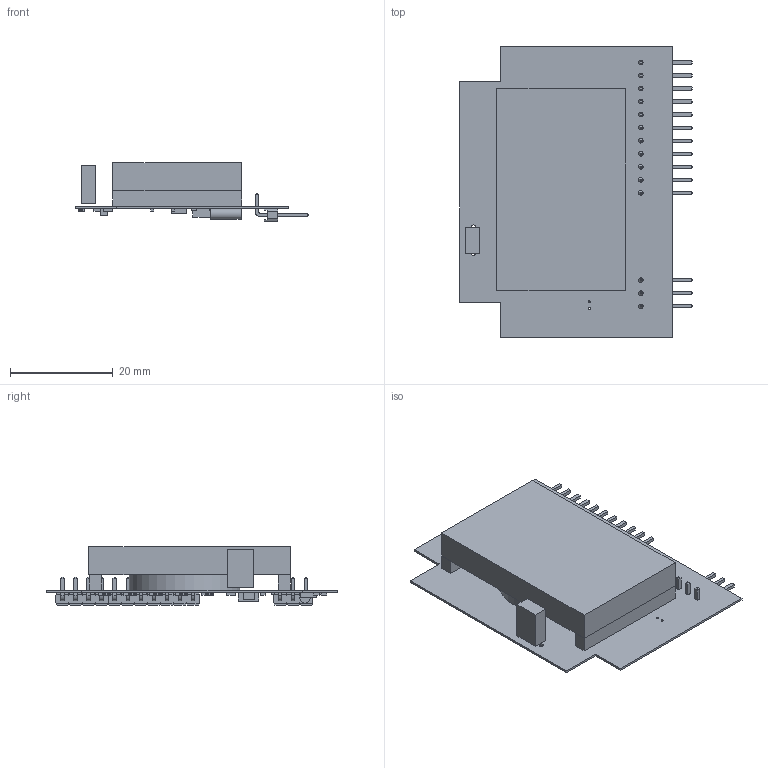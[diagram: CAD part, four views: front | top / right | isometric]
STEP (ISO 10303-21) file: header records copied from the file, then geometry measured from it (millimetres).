
FILE_DESCRIPTION(('Open CASCADE Model'),'2;1');
FILE_NAME('Open CASCADE Shape Model','2014-06-04T13:14:49',('Author'),( 'Open CASCADE'),'Open CASCADE STEP processor 6.5','Open CASCADE 6.5' ,'Unknown');
FILE_SCHEMA(('AUTOMOTIVE_DESIGN { 1 0 10303 214 1 1 1 1 }'));
Length unit declared in the file: millimetre
Products named in the file (66): PCB; Board; R16; 646394864; Extruded; R7; U2; 1339574240; 1339574112; JP2; 4-Pin-2_54mm; 6130xx11021_PIN; 61300411021; 7-Pin-2_54mm; 61300711021; U1; 1339574368; R17; 646394352; R6; R5; R4; R3; R1; LED5; 654522736; 1339571424; LED4; LED3; LED2; 1339574880; LED1; JP1; 3-Pin-2_54mm; 61300311021; C28; 660185056; U3; 1339571808; U4 ...
Assembly tree (91 placements, depth 4):
  PCB
    Board
    R16
      646394864
        Extruded
    R7
      646394864
        Extruded
    U2
      1339574240  x2
        Extruded
      1339574112
        Extruded
    JP2
      4-Pin-2_54mm
        6130xx11021_PIN  x4
        61300411021
      7-Pin-2_54mm
        6130xx11021_PIN  x7
        61300711021
    U1
      1339574368
        Extruded
    R17
      646394352
        Extruded
    R6
      646394352
        Extruded
    R5
      646394352
        Extruded
    R4
      646394352
        Extruded
    R3
      646394352
        Extruded
    R1
      646394352
        Extruded
    LED5
      654522736
        Extruded
      1339571424
        Extruded
    LED4
      654522736
        Extruded
      1339571424
        Extruded
    LED3
      654522736
        Extruded
      1339571424
        Extruded
    LED2
      654522736
        Extruded
      1339574880
Bounding box: 45.33 x 56.74 x 11.48 mm (x, y, z)
Volume: 10014.2 mm3; surface area: 10479.7 mm2
Topology: 48 solids, 48 shells, 711 faces, 1733 edges, 1118 vertices
Faces by surface type: plane 644, cylinder 67
Full cylindrical faces by diameter (mm): 0.4 x2, 0.85 x3, 0.9 x14, 1 x16, 1.3 x2, 2 x1, 21.5 x1
Entity records: 27938 total; most frequent: CARTESIAN_POINT 4904, DIRECTION 4149, LINE 2969, VECTOR 2969, ORIENTED_EDGE 2118, PCURVE 2118, DEFINITIONAL_REPRESENTATION 2118, EDGE_CURVE 1059
